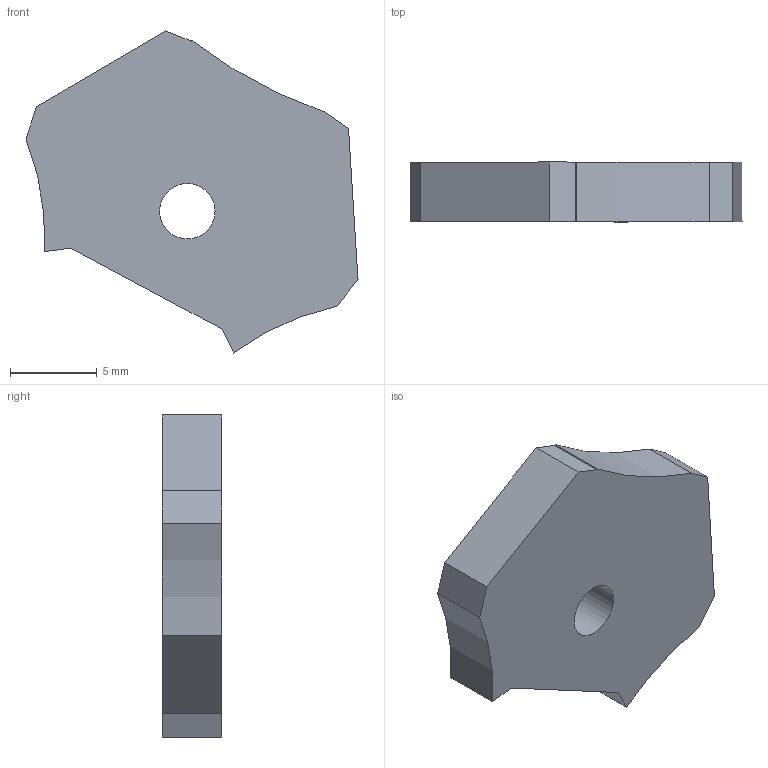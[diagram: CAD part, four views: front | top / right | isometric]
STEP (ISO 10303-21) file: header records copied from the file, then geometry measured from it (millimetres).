
FILE_DESCRIPTION(/* description */ (''),/* implementation_level */ '2;1');
FILE_NAME(/* name */ 'Nut Lock v1.step',/* time_stamp */ '2022-04-06T19:45:26-04:00',/* author */ (''),/* organization */ (''),/* preprocessor_version */ 'ST-DEVELOPER v18.1',/* originating_system */ 'Autodesk Translation Framework v10.14.0.1471',/* authorisation */ '');
FILE_SCHEMA (('AUTOMOTIVE_DESIGN { 1 0 10303 214 3 1 1 }'));
Length unit declared in the file: inch
Products named in the file (1): Nut Lock
Bounding box: 19.15 x 3.43 x 18.57 mm (x, y, z)
Volume: 775.1 mm3; surface area: 690.6 mm2
Topology: 1 solids, 1 shells, 17 faces, 45 edges, 30 vertices
Faces by surface type: plane 9, cylinder 4, bspline 4
Full cylindrical faces by diameter (mm): 3.2 x1
Entity records: 590 total; most frequent: CARTESIAN_POINT 145, ORIENTED_EDGE 90, DIRECTION 73, EDGE_CURVE 45, VERTEX_POINT 30, LINE 29, VECTOR 29, AXIS2_PLACEMENT_3D 22
